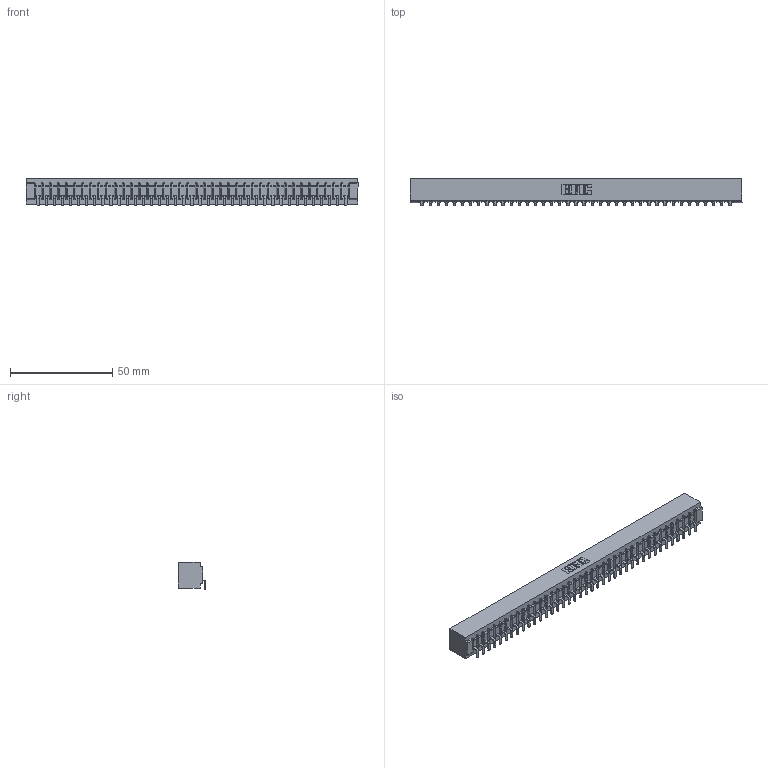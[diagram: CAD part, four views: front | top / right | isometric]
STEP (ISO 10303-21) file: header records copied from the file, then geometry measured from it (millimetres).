
FILE_DESCRIPTION (( 'STEP AP203' ), '1' );
FILE_NAME ('307-039-553-101.STEP', '2019-09-05T09:49:32', ( '' ), ( '' ), 'SwSTEP 2.0', 'SolidWorks 2016', '' );
FILE_SCHEMA (( 'CONFIG_CONTROL_DESIGN' ));
Length unit declared in the file: inch
Products named in the file (3): 307-039-553-101; 307 Part_No Mounting Lugs; 307-290-002_553
Assembly tree (40 placements, depth 2):
  307-039-553-101
    307 Part_No Mounting Lugs
    307-290-002_553  x39
Bounding box: 162.41 x 13.32 x 13.5 mm (x, y, z)
Volume: 17914.9 mm3; surface area: 22802.9 mm2
Topology: 40 solids, 40 shells, 3192 faces, 9815 edges, 6434 vertices
Faces by surface type: plane 1899, cylinder 1213, sphere 80
Entity records: 34380 total; most frequent: CARTESIAN_POINT 5800, ORIENTED_EDGE 5790, DIRECTION 5635, EDGE_CURVE 2895, VECTOR 2217, LINE 2217, VERTEX_POINT 1874, AXIS2_PLACEMENT_3D 1709
